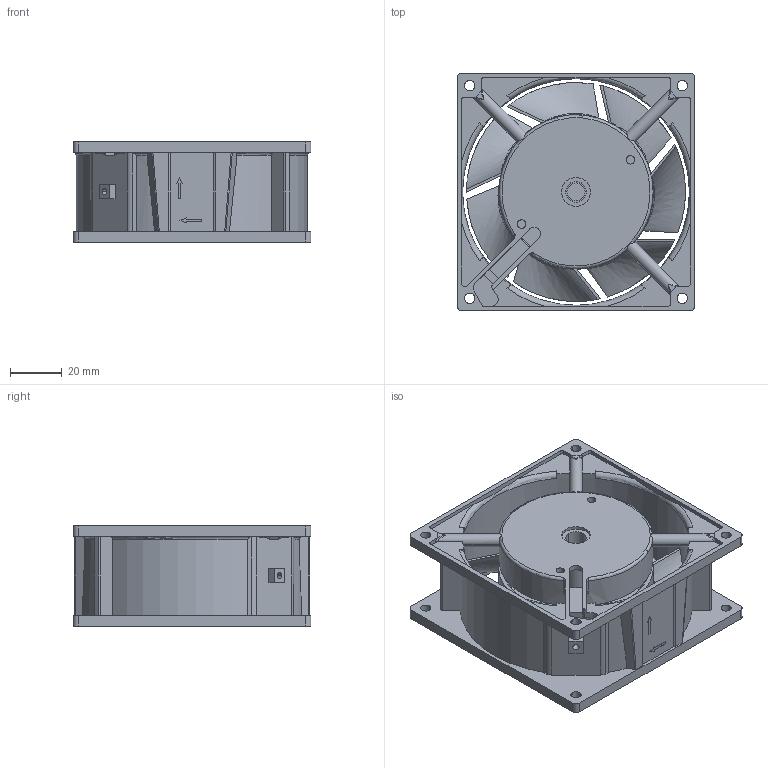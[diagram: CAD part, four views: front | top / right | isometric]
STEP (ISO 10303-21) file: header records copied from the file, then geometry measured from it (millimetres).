
FILE_DESCRIPTION((''),'2;1');
FILE_NAME('ASM0001_ASM','2023-10-11T15:31:25',('Administrator'),(''),'CREO PARAMETRIC BY PTC INC, 2019010','CREO PARAMETRIC BY PTC INC, 2019010','');
FILE_SCHEMA(('CONFIG_CONTROL_DESIGN'));
Length unit declared in the file: millimetre
Products named in the file (3): 9238WK; 9238SY; ASM0001_ASM
Assembly tree (2 placements, depth 2):
  ASM0001_ASM
    9238WK
    9238SY
Bounding box: 92.3 x 92.3 x 38.9 mm (x, y, z)
Volume: 52339.1 mm3; surface area: 65613.9 mm2
Topology: 2 solids, 2 shells, 302 faces, 926 edges, 614 vertices
Faces by surface type: cylinder 126, plane 115, bspline 34, torus 23, cone 4
Entity records: 15325 total; most frequent: CARTESIAN_POINT 7090, ORIENTED_EDGE 1818, DIRECTION 1626, EDGE_CURVE 909, AXIS2_PLACEMENT_3D 616, VERTEX_POINT 614, VECTOR 394, LINE 394
